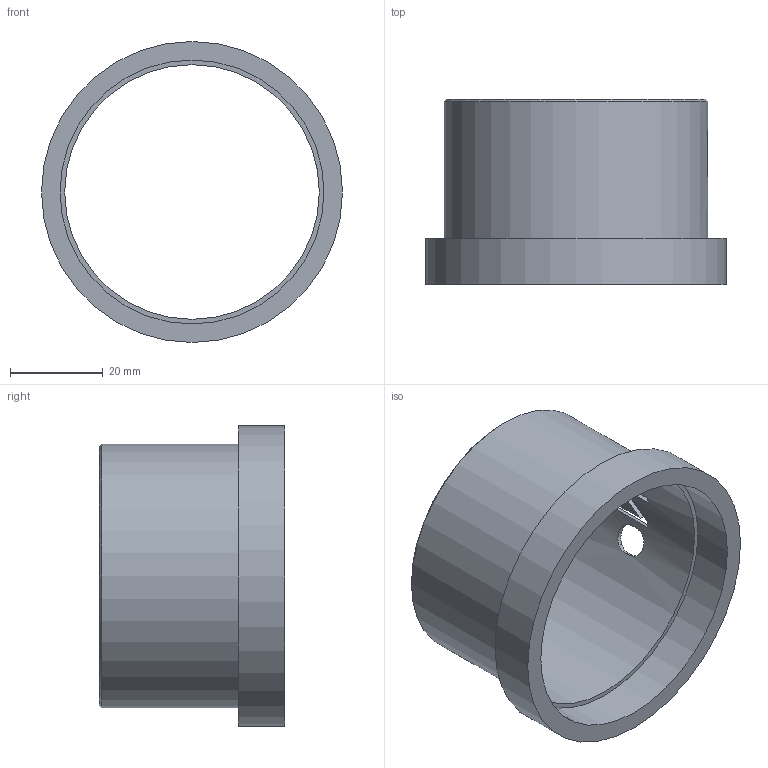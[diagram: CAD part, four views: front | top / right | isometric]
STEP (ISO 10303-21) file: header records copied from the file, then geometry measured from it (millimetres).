
FILE_DESCRIPTION(/* description */ (''),/* implementation_level */ '2;1');
FILE_NAME(/* name */ 'NoOffset v6.step',/* time_stamp */ '2023-09-28T22:45:44-04:00',/* author */ (''),/* organization */ (''),/* preprocessor_version */ 'ST-DEVELOPER v20',/* originating_system */ 'Autodesk Translation Framework v12.14.0.127',/* authorisation */ '');
FILE_SCHEMA (('AUTOMOTIVE_DESIGN { 1 0 10303 214 3 1 1 }'));
Length unit declared in the file: millimetre
Products named in the file (1): NoOffset
Bounding box: 65 x 40 x 65 mm (x, y, z)
Volume: 13019.2 mm3; surface area: 16141.2 mm2
Topology: 1 solids, 1 shells, 28 faces, 77 edges, 51 vertices
Faces by surface type: plane 12, bspline 11, cylinder 4, cone 1
Full cylindrical faces by diameter (mm): 55 x1, 57 x2, 65 x1
Entity records: 1165 total; most frequent: CARTESIAN_POINT 472, ORIENTED_EDGE 154, DIRECTION 104, EDGE_CURVE 77, VERTEX_POINT 51, AXIS2_PLACEMENT_3D 35, EDGE_LOOP 34, LINE 34
